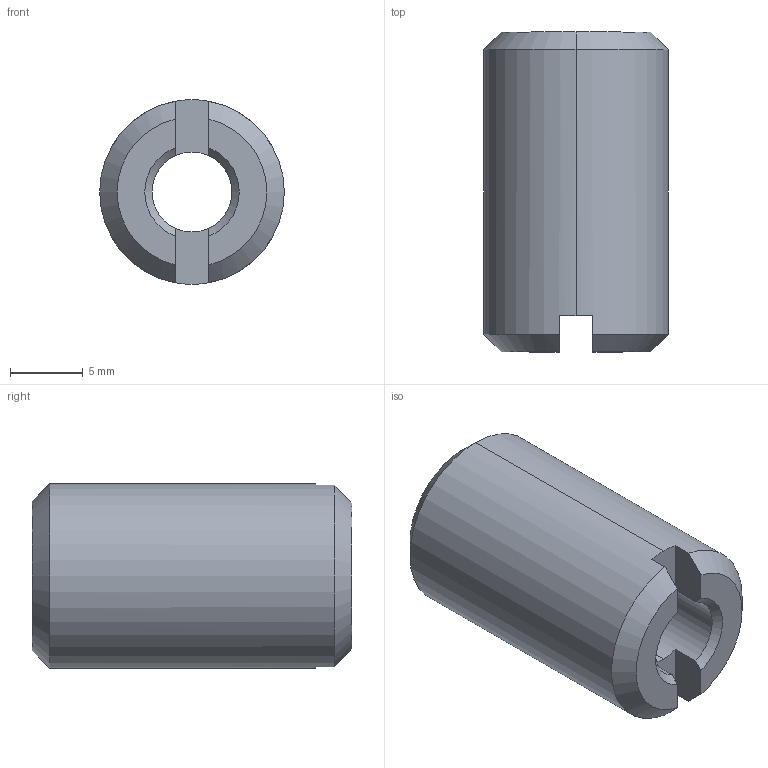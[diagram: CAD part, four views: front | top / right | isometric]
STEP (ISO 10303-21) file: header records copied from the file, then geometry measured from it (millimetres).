
FILE_DESCRIPTION (( 'STEP AP214' ), '1' );
FILE_NAME ('SNSD.30.50.27. Âòóëêà ðåçüáîâàÿ Ì12 - Ì6(D09).STEP', '2014-11-16T16:45:33', ( 'Dmitriy' ), ( '' ), 'SwSTEP 2.0', 'SolidWorks 2014', '' );
FILE_SCHEMA (( 'AUTOMOTIVE_DESIGN' ));
Length unit declared in the file: millimetre
Products named in the file (1): SNSD.30.50.27. Âòóëêà ðåçüáîâàÿ Ì12 - Ì6(D09)
Bounding box: 12.7 x 22 x 12.7 mm (x, y, z)
Volume: 2167.8 mm3; surface area: 1409.6 mm2
Topology: 1 solids, 1 shells, 21 faces, 56 edges, 36 vertices
Faces by surface type: plane 9, cone 8, cylinder 4
Entity records: 752 total; most frequent: CARTESIAN_POINT 138, DIRECTION 116, ORIENTED_EDGE 112, EDGE_CURVE 56, AXIS2_PLACEMENT_3D 46, VERTEX_POINT 36, CIRCLE 24, VECTOR 24
